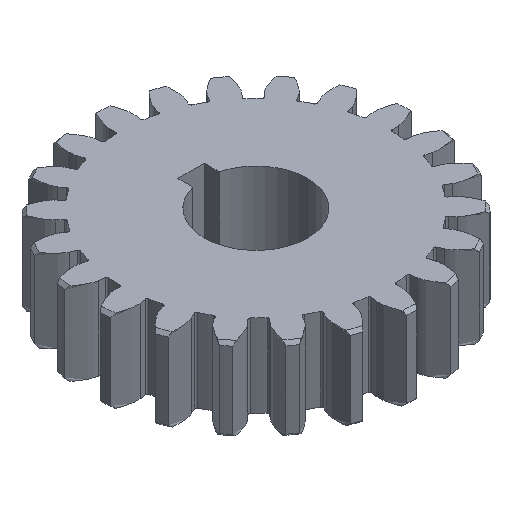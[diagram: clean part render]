
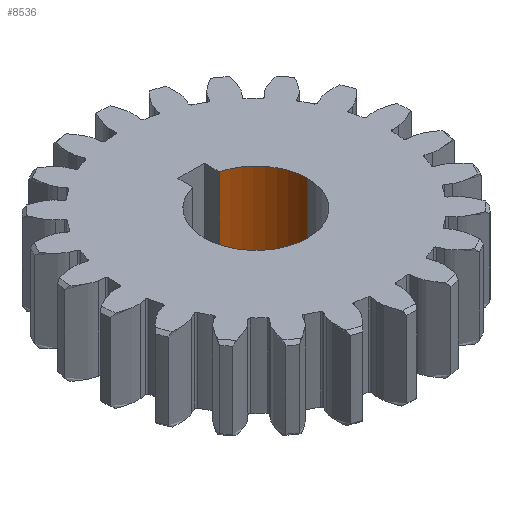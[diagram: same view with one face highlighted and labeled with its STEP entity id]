
A CAD part, isometric view. The second image highlights one B-rep face of the part: STEP entity #8536.
In plain terms, the highlighted cylindrical face has radius 1.984 mm (diameter 3.967 mm), a partial arc.
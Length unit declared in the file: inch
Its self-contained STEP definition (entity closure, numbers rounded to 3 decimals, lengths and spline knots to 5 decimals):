
#149 = VERTEX_POINT ( 'NONE', #5196 ) ;
#281 = CARTESIAN_POINT ( 'NONE',  ( 0., 0., 0.0625 ) ) ;
#342 = DIRECTION ( 'NONE',  ( 0., 0., 1. ) ) ;
#400 = CARTESIAN_POINT ( 'NONE',  ( 0.0781, 0., 0.0625 ) ) ;
#445 = DIRECTION ( 'NONE',  ( 0., 0., 1. ) ) ;
#642 = CARTESIAN_POINT ( 'NONE',  ( 0.02, 0.0755, -0.0625 ) ) ;
#760 = CARTESIAN_POINT ( 'NONE',  ( 0.0781, 0., -0.0625 ) ) ;
#879 = FACE_OUTER_BOUND ( 'NONE', #4044, .T. ) ;
#885 = EDGE_CURVE ( 'NONE', #10285, #149, #1568, .T. ) ;
#1143 = CARTESIAN_POINT ( 'NONE',  ( 0., 0., -0.0625 ) ) ;
#1273 = EDGE_CURVE ( 'NONE', #1574, #149, #10944, .T. ) ;
#1306 = AXIS2_PLACEMENT_3D ( 'NONE', #3302, #5057, #2497 ) ;
#1568 = CIRCLE ( 'NONE', #3415, 0.0781 ) ;
#1574 = VERTEX_POINT ( 'NONE', #642 ) ;
#2497 = DIRECTION ( 'NONE',  ( 1., 0., 0. ) ) ;
#2980 = VECTOR ( 'NONE', #9038, 39.37008 ) ;
#3002 = DIRECTION ( 'NONE',  ( 1., 0., 0. ) ) ;
#3302 = CARTESIAN_POINT ( 'NONE',  ( 0., 0., -0.0625 ) ) ;
#3415 = AXIS2_PLACEMENT_3D ( 'NONE', #281, #342, #3002 ) ;
#4044 = EDGE_LOOP ( 'NONE', ( #8386, #6534, #8456, #4283 ) ) ;
#4283 = ORIENTED_EDGE ( 'NONE', *, *, #1273, .F. ) ;
#4350 = CYLINDRICAL_SURFACE ( 'NONE', #1306, 0.0781 ) ;
#5057 = DIRECTION ( 'NONE',  ( 0., 0., 1. ) ) ;
#5107 = VECTOR ( 'NONE', #445, 39.37008 ) ;
#5196 = CARTESIAN_POINT ( 'NONE',  ( 0.02, 0.0755, 0.0625 ) ) ;
#5263 = LINE ( 'NONE', #10541, #2980 ) ;
#6364 = CARTESIAN_POINT ( 'NONE',  ( 0.02, 0.0755, -0.0625 ) ) ;
#6534 = ORIENTED_EDGE ( 'NONE', *, *, #9342, .T. ) ;
#7234 = DIRECTION ( 'NONE',  ( 1., 0., 0. ) ) ;
#8163 = EDGE_CURVE ( 'NONE', #11007, #1574, #8699, .T. ) ;
#8386 = ORIENTED_EDGE ( 'NONE', *, *, #8163, .F. ) ;
#8456 = ORIENTED_EDGE ( 'NONE', *, *, #885, .T. ) ;
#8536 = ADVANCED_FACE ( 'NONE', ( #879 ), #4350, .F. ) ;
#8699 = CIRCLE ( 'NONE', #9450, 0.0781 ) ;
#9038 = DIRECTION ( 'NONE',  ( 0., 0., 1. ) ) ;
#9342 = EDGE_CURVE ( 'NONE', #11007, #10285, #5263, .T. ) ;
#9450 = AXIS2_PLACEMENT_3D ( 'NONE', #1143, #10018, #7234 ) ;
#10018 = DIRECTION ( 'NONE',  ( 0., 0., 1. ) ) ;
#10285 = VERTEX_POINT ( 'NONE', #400 ) ;
#10541 = CARTESIAN_POINT ( 'NONE',  ( 0.0781, 0., -0.0625 ) ) ;
#10944 = LINE ( 'NONE', #6364, #5107 ) ;
#11007 = VERTEX_POINT ( 'NONE', #760 ) ;
